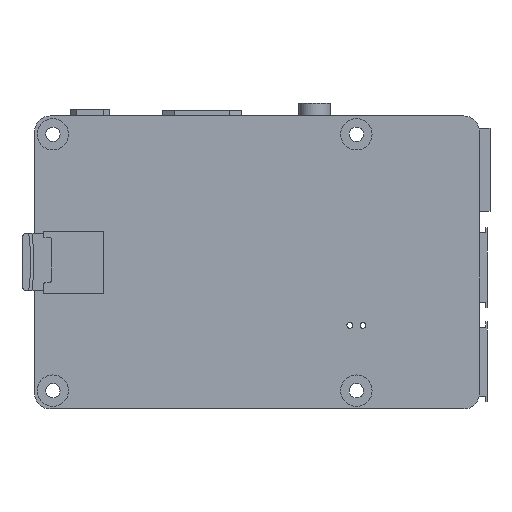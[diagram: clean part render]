
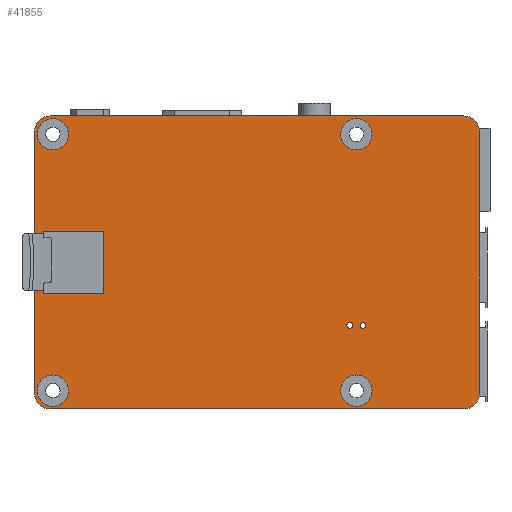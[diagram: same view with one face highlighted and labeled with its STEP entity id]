
A CAD part, front view. The second image highlights one B-rep face of the part: STEP entity #41855.
In plain terms, the highlighted planar face has unit normal (0, -1, 0).
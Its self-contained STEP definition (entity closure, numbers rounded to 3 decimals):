
#1880=FACE_BOUND('',#8212,.T.);
#1881=FACE_BOUND('',#8213,.T.);
#1882=FACE_BOUND('',#8214,.T.);
#1883=FACE_BOUND('',#8215,.T.);
#1884=FACE_BOUND('',#8216,.T.);
#1885=FACE_BOUND('',#8217,.T.);
#1886=FACE_BOUND('',#8218,.T.);
#2323=CIRCLE('',#44047,0.4);
#2326=CIRCLE('',#44054,0.4);
#2329=CIRCLE('',#44061,0.4);
#2331=CIRCLE('',#44066,3.);
#2332=CIRCLE('',#44067,3.);
#2333=CIRCLE('',#44068,3.);
#2334=CIRCLE('',#44069,3.);
#2335=CIRCLE('',#44070,3.);
#2336=CIRCLE('',#44071,3.);
#2337=CIRCLE('',#44072,0.562);
#2338=CIRCLE('',#44073,0.563);
#2339=CIRCLE('',#44074,3.);
#2340=CIRCLE('',#44075,3.);
#5738=FACE_OUTER_BOUND('',#8211,.T.);
#8211=EDGE_LOOP('',(#37841,#37842,#37843,#37844,#37845,#37846,#37847,#37848));
#8212=EDGE_LOOP('',(#37849));
#8213=EDGE_LOOP('',(#37850));
#8214=EDGE_LOOP('',(#37851,#37852,#37853,#37854,#37855,#37856,#37857,#37858,
#37859,#37860,#37861));
#8215=EDGE_LOOP('',(#37862));
#8216=EDGE_LOOP('',(#37863));
#8217=EDGE_LOOP('',(#37864));
#8218=EDGE_LOOP('',(#37865));
#12506=LINE('',#98216,#16828);
#12509=LINE('',#98222,#16831);
#12516=LINE('',#98242,#16838);
#12523=LINE('',#98262,#16845);
#12530=LINE('',#98282,#16852);
#12534=LINE('',#98290,#16856);
#12535=LINE('',#98294,#16857);
#12536=LINE('',#98298,#16858);
#12537=LINE('',#98302,#16859);
#12538=LINE('',#98309,#16860);
#12539=LINE('',#98311,#16861);
#12540=LINE('',#98312,#16862);
#16828=VECTOR('',#52310,1.2);
#16831=VECTOR('',#52315,1.1);
#16838=VECTOR('',#52336,7.8);
#16845=VECTOR('',#52357,0.7);
#16852=VECTOR('',#52378,1.8);
#16856=VECTOR('',#52384,50.);
#16857=VECTOR('',#52387,79.);
#16858=VECTOR('',#52390,50.);
#16859=VECTOR('',#52393,79.);
#16860=VECTOR('',#52400,11.5);
#16861=VECTOR('',#52401,12.);
#16862=VECTOR('',#52402,11.5);
#20667=VERTEX_POINT('',#98213);
#20668=VERTEX_POINT('',#98215);
#20670=VERTEX_POINT('',#98221);
#20673=VERTEX_POINT('',#98231);
#20676=VERTEX_POINT('',#98241);
#20679=VERTEX_POINT('',#98251);
#20682=VERTEX_POINT('',#98261);
#20685=VERTEX_POINT('',#98271);
#20688=VERTEX_POINT('',#98281);
#20690=VERTEX_POINT('',#98288);
#20691=VERTEX_POINT('',#98289);
#20692=VERTEX_POINT('',#98291);
#20693=VERTEX_POINT('',#98293);
#20694=VERTEX_POINT('',#98295);
#20695=VERTEX_POINT('',#98297);
#20696=VERTEX_POINT('',#98299);
#20697=VERTEX_POINT('',#98301);
#20698=VERTEX_POINT('',#98304);
#20699=VERTEX_POINT('',#98306);
#20700=VERTEX_POINT('',#98308);
#20701=VERTEX_POINT('',#98310);
#20702=VERTEX_POINT('',#98313);
#20703=VERTEX_POINT('',#98315);
#20704=VERTEX_POINT('',#98317);
#20705=VERTEX_POINT('',#98319);
#26386=EDGE_CURVE('',#20667,#20668,#12506,.T.);
#26389=EDGE_CURVE('',#20668,#20670,#12509,.T.);
#26394=EDGE_CURVE('',#20670,#20673,#2323,.T.);
#26399=EDGE_CURVE('',#20673,#20676,#12516,.T.);
#26404=EDGE_CURVE('',#20676,#20679,#2326,.T.);
#26409=EDGE_CURVE('',#20679,#20682,#12523,.T.);
#26414=EDGE_CURVE('',#20682,#20685,#2329,.T.);
#26419=EDGE_CURVE('',#20685,#20688,#12530,.T.);
#26423=EDGE_CURVE('',#20690,#20691,#12534,.T.);
#26424=EDGE_CURVE('',#20691,#20692,#2331,.T.);
#26425=EDGE_CURVE('',#20692,#20693,#12535,.T.);
#26426=EDGE_CURVE('',#20693,#20694,#2332,.T.);
#26427=EDGE_CURVE('',#20694,#20695,#12536,.T.);
#26428=EDGE_CURVE('',#20695,#20696,#2333,.T.);
#26429=EDGE_CURVE('',#20696,#20697,#12537,.T.);
#26430=EDGE_CURVE('',#20697,#20690,#2334,.T.);
#26431=EDGE_CURVE('',#20698,#20698,#2335,.T.);
#26432=EDGE_CURVE('',#20699,#20699,#2336,.T.);
#26433=EDGE_CURVE('',#20700,#20667,#12538,.T.);
#26434=EDGE_CURVE('',#20701,#20700,#12539,.T.);
#26435=EDGE_CURVE('',#20688,#20701,#12540,.T.);
#26436=EDGE_CURVE('',#20702,#20702,#2337,.T.);
#26437=EDGE_CURVE('',#20703,#20703,#2338,.T.);
#26438=EDGE_CURVE('',#20704,#20704,#2339,.T.);
#26439=EDGE_CURVE('',#20705,#20705,#2340,.T.);
#37841=ORIENTED_EDGE('',*,*,#26423,.T.);
#37842=ORIENTED_EDGE('',*,*,#26424,.T.);
#37843=ORIENTED_EDGE('',*,*,#26425,.T.);
#37844=ORIENTED_EDGE('',*,*,#26426,.T.);
#37845=ORIENTED_EDGE('',*,*,#26427,.T.);
#37846=ORIENTED_EDGE('',*,*,#26428,.T.);
#37847=ORIENTED_EDGE('',*,*,#26429,.T.);
#37848=ORIENTED_EDGE('',*,*,#26430,.T.);
#37849=ORIENTED_EDGE('',*,*,#26431,.F.);
#37850=ORIENTED_EDGE('',*,*,#26432,.F.);
#37851=ORIENTED_EDGE('',*,*,#26389,.F.);
#37852=ORIENTED_EDGE('',*,*,#26386,.F.);
#37853=ORIENTED_EDGE('',*,*,#26433,.F.);
#37854=ORIENTED_EDGE('',*,*,#26434,.F.);
#37855=ORIENTED_EDGE('',*,*,#26435,.F.);
#37856=ORIENTED_EDGE('',*,*,#26419,.F.);
#37857=ORIENTED_EDGE('',*,*,#26414,.F.);
#37858=ORIENTED_EDGE('',*,*,#26409,.F.);
#37859=ORIENTED_EDGE('',*,*,#26404,.F.);
#37860=ORIENTED_EDGE('',*,*,#26399,.F.);
#37861=ORIENTED_EDGE('',*,*,#26394,.F.);
#37862=ORIENTED_EDGE('',*,*,#26436,.T.);
#37863=ORIENTED_EDGE('',*,*,#26437,.T.);
#37864=ORIENTED_EDGE('',*,*,#26438,.F.);
#37865=ORIENTED_EDGE('',*,*,#26439,.F.);
#39570=PLANE('',#44065);
#41855=ADVANCED_FACE('',(#5738,#1880,#1881,#1882,#1883,#1884,#1885,#1886),
#39570,.T.);
#44047=AXIS2_PLACEMENT_3D('',#98232,#52325,#52326);
#44054=AXIS2_PLACEMENT_3D('',#98252,#52346,#52347);
#44061=AXIS2_PLACEMENT_3D('',#98272,#52367,#52368);
#44065=AXIS2_PLACEMENT_3D('',#98287,#52382,#52383);
#44066=AXIS2_PLACEMENT_3D('',#98292,#52385,#52386);
#44067=AXIS2_PLACEMENT_3D('',#98296,#52388,#52389);
#44068=AXIS2_PLACEMENT_3D('',#98300,#52391,#52392);
#44069=AXIS2_PLACEMENT_3D('',#98303,#52394,#52395);
#44070=AXIS2_PLACEMENT_3D('',#98305,#52396,#52397);
#44071=AXIS2_PLACEMENT_3D('',#98307,#52398,#52399);
#44072=AXIS2_PLACEMENT_3D('',#98314,#52403,#52404);
#44073=AXIS2_PLACEMENT_3D('',#98316,#52405,#52406);
#44074=AXIS2_PLACEMENT_3D('',#98318,#52407,#52408);
#44075=AXIS2_PLACEMENT_3D('',#98320,#52409,#52410);
#52310=DIRECTION('',(0.,0.,-1.));
#52315=DIRECTION('',(1.,0.,0.));
#52325=DIRECTION('center_axis',(0.,1.,0.));
#52326=DIRECTION('ref_axis',(0.,0.,-1.));
#52336=DIRECTION('',(0.,0.,-1.));
#52346=DIRECTION('center_axis',(0.,1.,0.));
#52347=DIRECTION('ref_axis',(0.,0.,-1.));
#52357=DIRECTION('',(-1.,0.,0.));
#52367=DIRECTION('center_axis',(0.,-1.,0.));
#52368=DIRECTION('ref_axis',(0.,0.,-1.));
#52378=DIRECTION('',(0.,0.,-1.));
#52382=DIRECTION('center_axis',(0.,-1.,0.));
#52383=DIRECTION('ref_axis',(0.,0.,-1.));
#52384=DIRECTION('',(0.,0.,1.));
#52385=DIRECTION('center_axis',(0.,-1.,0.));
#52386=DIRECTION('ref_axis',(0.,0.,-1.));
#52387=DIRECTION('',(-1.,0.,0.));
#52388=DIRECTION('center_axis',(0.,-1.,0.));
#52389=DIRECTION('ref_axis',(0.,0.,-1.));
#52390=DIRECTION('',(0.,0.,-1.));
#52391=DIRECTION('center_axis',(0.,-1.,0.));
#52392=DIRECTION('ref_axis',(0.,0.,-1.));
#52393=DIRECTION('',(1.,0.,0.));
#52394=DIRECTION('center_axis',(0.,-1.,0.));
#52395=DIRECTION('ref_axis',(0.,0.,-1.));
#52396=DIRECTION('center_axis',(0.,-1.,0.));
#52397=DIRECTION('ref_axis',(0.,0.,-1.));
#52398=DIRECTION('center_axis',(0.,-1.,0.));
#52399=DIRECTION('ref_axis',(0.,0.,-1.));
#52400=DIRECTION('',(-1.,0.,0.));
#52401=DIRECTION('',(0.,0.,1.));
#52402=DIRECTION('',(1.,0.,0.));
#52403=DIRECTION('center_axis',(0.,1.,0.));
#52404=DIRECTION('ref_axis',(0.,0.,1.));
#52405=DIRECTION('center_axis',(0.,1.,0.));
#52406=DIRECTION('ref_axis',(0.,0.,1.));
#52407=DIRECTION('center_axis',(0.,-1.,0.));
#52408=DIRECTION('ref_axis',(0.,0.,-1.));
#52409=DIRECTION('center_axis',(0.,-1.,0.));
#52410=DIRECTION('ref_axis',(0.,0.,-1.));
#98213=CARTESIAN_POINT('',(1.75,-0.025,-22.));
#98215=CARTESIAN_POINT('',(1.75,-0.025,-23.2));
#98216=CARTESIAN_POINT('',(1.75,-0.025,-22.));
#98221=CARTESIAN_POINT('',(2.85,-0.025,-23.2));
#98222=CARTESIAN_POINT('',(1.75,-0.025,-23.2));
#98231=CARTESIAN_POINT('',(3.25,-0.025,-23.6));
#98232=CARTESIAN_POINT('Origin',(2.85,-0.025,-23.6));
#98241=CARTESIAN_POINT('',(3.25,-0.025,-31.4));
#98242=CARTESIAN_POINT('',(3.25,-0.025,-23.6));
#98251=CARTESIAN_POINT('',(2.85,-0.025,-31.8));
#98252=CARTESIAN_POINT('Origin',(2.85,-0.025,-31.4));
#98261=CARTESIAN_POINT('',(2.15,-0.025,-31.8));
#98262=CARTESIAN_POINT('',(2.85,-0.025,-31.8));
#98271=CARTESIAN_POINT('',(1.75,-0.025,-32.2));
#98272=CARTESIAN_POINT('Origin',(2.15,-0.025,-32.2));
#98281=CARTESIAN_POINT('',(1.75,-0.025,-34.));
#98282=CARTESIAN_POINT('',(1.75,-0.025,-32.2));
#98287=CARTESIAN_POINT('Origin',(82.,-0.025,-3.));
#98288=CARTESIAN_POINT('',(85.,-0.025,-53.));
#98289=CARTESIAN_POINT('',(85.,-0.025,-3.));
#98290=CARTESIAN_POINT('',(85.,-0.025,-53.));
#98291=CARTESIAN_POINT('',(82.,-0.025,0.));
#98292=CARTESIAN_POINT('Origin',(82.,-0.025,-3.));
#98293=CARTESIAN_POINT('',(3.,-0.025,0.));
#98294=CARTESIAN_POINT('',(82.,-0.025,0.));
#98295=CARTESIAN_POINT('',(0.,-0.025,-3.));
#98296=CARTESIAN_POINT('Origin',(3.,-0.025,-3.));
#98297=CARTESIAN_POINT('',(0.,-0.025,-53.));
#98298=CARTESIAN_POINT('',(0.,-0.025,-3.));
#98299=CARTESIAN_POINT('',(3.,-0.025,-56.));
#98300=CARTESIAN_POINT('Origin',(3.,-0.025,-53.));
#98301=CARTESIAN_POINT('',(82.,-0.025,-56.));
#98302=CARTESIAN_POINT('',(3.,-0.025,-56.));
#98303=CARTESIAN_POINT('Origin',(82.,-0.025,-53.));
#98304=CARTESIAN_POINT('',(3.5,-0.025,-6.5));
#98305=CARTESIAN_POINT('Origin',(3.5,-0.025,-3.5));
#98306=CARTESIAN_POINT('',(61.5,-0.025,-6.5));
#98307=CARTESIAN_POINT('Origin',(61.5,-0.025,-3.5));
#98308=CARTESIAN_POINT('',(13.25,-0.025,-22.));
#98309=CARTESIAN_POINT('',(13.25,-0.025,-22.));
#98310=CARTESIAN_POINT('',(13.25,-0.025,-34.));
#98311=CARTESIAN_POINT('',(13.25,-0.025,-34.));
#98312=CARTESIAN_POINT('',(1.75,-0.025,-34.));
#98313=CARTESIAN_POINT('',(62.75,-0.025,-40.573));
#98314=CARTESIAN_POINT('Origin',(62.75,-0.025,-40.01));
#98315=CARTESIAN_POINT('',(60.25,-0.025,-40.573));
#98316=CARTESIAN_POINT('Origin',(60.25,-0.025,-40.01));
#98317=CARTESIAN_POINT('',(61.5,-0.025,-55.5));
#98318=CARTESIAN_POINT('Origin',(61.5,-0.025,-52.5));
#98319=CARTESIAN_POINT('',(3.5,-0.025,-55.5));
#98320=CARTESIAN_POINT('Origin',(3.5,-0.025,-52.5));
